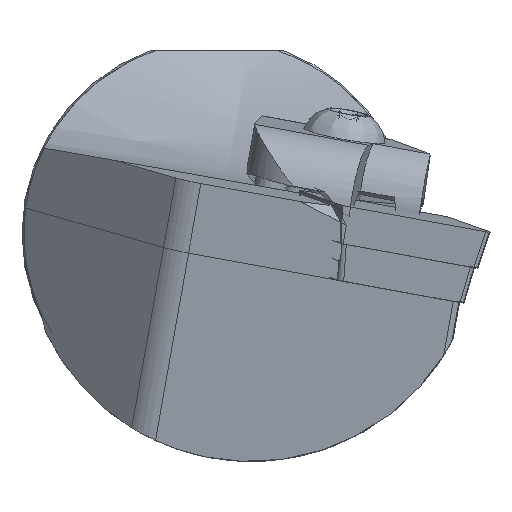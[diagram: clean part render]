
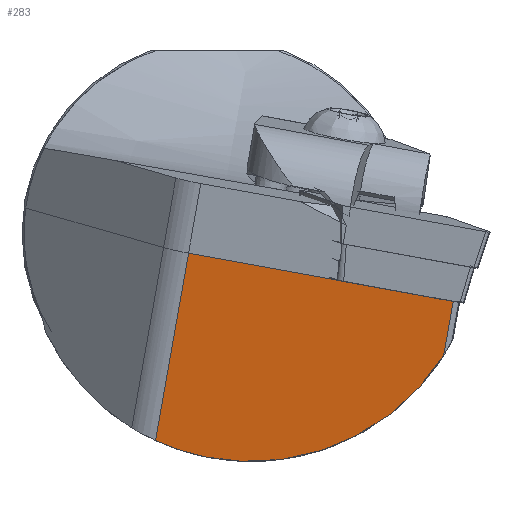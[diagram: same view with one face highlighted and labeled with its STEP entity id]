
A CAD part, left-side view. The second image highlights one B-rep face of the part: STEP entity #283.
In plain terms, the highlighted planar face has unit normal (-0.993, 0.069, -0.094).
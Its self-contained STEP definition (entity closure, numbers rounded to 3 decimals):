
#238=ELLIPSE('',#1730,29.451,29.25);
#283=ADVANCED_FACE('',(#428),#371,.T.);
#371=PLANE('',#1731);
#428=FACE_OUTER_BOUND('',#510,.T.);
#510=EDGE_LOOP('',(#645,#646,#647,#648,#649,#650));
#645=ORIENTED_EDGE('',*,*,#1258,.T.);
#646=ORIENTED_EDGE('',*,*,#1259,.T.);
#647=ORIENTED_EDGE('',*,*,#1260,.T.);
#648=ORIENTED_EDGE('',*,*,#1261,.T.);
#649=ORIENTED_EDGE('',*,*,#1262,.F.);
#650=ORIENTED_EDGE('',*,*,#1263,.F.);
#1099=VERTEX_POINT('',#2802);
#1100=VERTEX_POINT('',#2803);
#1101=VERTEX_POINT('',#2805);
#1102=VERTEX_POINT('',#2807);
#1103=VERTEX_POINT('',#2809);
#1104=VERTEX_POINT('',#2811);
#1258=EDGE_CURVE('',#1099,#1100,#1469,.T.);
#1259=EDGE_CURVE('',#1100,#1101,#1470,.T.);
#1260=EDGE_CURVE('',#1101,#1102,#1471,.T.);
#1261=EDGE_CURVE('',#1102,#1103,#1472,.T.);
#1262=EDGE_CURVE('',#1104,#1103,#238,.T.);
#1263=EDGE_CURVE('',#1099,#1104,#1473,.T.);
#1469=LINE('',#2801,#1599);
#1470=LINE('',#2804,#1600);
#1471=LINE('',#2806,#1601);
#1472=LINE('',#2808,#1602);
#1473=LINE('',#2812,#1603);
#1599=VECTOR('',#1908,1.);
#1600=VECTOR('',#1909,1.);
#1601=VECTOR('',#1910,1.);
#1602=VECTOR('',#1911,1.);
#1603=VECTOR('',#1914,1.);
#1730=AXIS2_PLACEMENT_3D('',#2810,#1912,#1913);
#1731=AXIS2_PLACEMENT_3D('',#2813,#1915,#1916);
#1908=DIRECTION('',(0.051,0.983,0.179));
#1909=DIRECTION('',(0.051,0.983,0.179));
#1910=DIRECTION('',(0.051,0.983,0.179));
#1911=DIRECTION('',(0.105,0.173,-0.979));
#1912=DIRECTION('',(0.993,-0.069,0.094));
#1913=DIRECTION('',(-0.117,-0.589,0.8));
#1914=DIRECTION('',(0.105,0.173,-0.979));
#1915=DIRECTION('',(-0.993,0.069,-0.094));
#1916=DIRECTION('',(-0.094,0.,0.996));
#2801=CARTESIAN_POINT('',(-239.831,24.459,-2.497));
#2802=CARTESIAN_POINT('',(-241.611,-9.512,-8.677));
#2803=CARTESIAN_POINT('',(-240.844,5.119,-6.015));
#2804=CARTESIAN_POINT('',(-239.831,24.459,-2.497));
#2805=CARTESIAN_POINT('',(-240.827,5.439,-5.957));
#2806=CARTESIAN_POINT('',(-239.831,24.459,-2.497));
#2807=CARTESIAN_POINT('',(-239.831,24.459,-2.497));
#2808=CARTESIAN_POINT('',(-296.197,-68.667,525.647));
#2809=CARTESIAN_POINT('',(-237.263,28.701,-26.554));
#2810=CARTESIAN_POINT('',(-240.625,16.436,0.));
#2811=CARTESIAN_POINT('',(-240.868,-8.285,-15.635));
#2812=CARTESIAN_POINT('',(-297.977,-102.638,519.467));
#2813=CARTESIAN_POINT('',(-296.197,-68.667,525.647));
